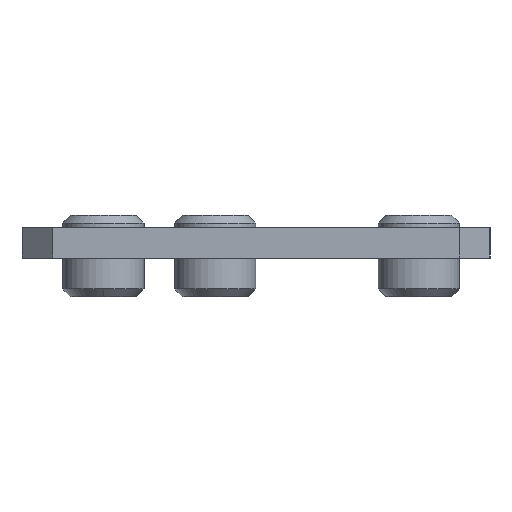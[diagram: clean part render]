
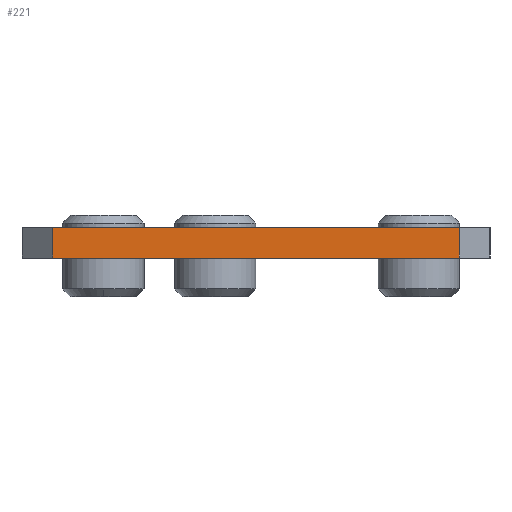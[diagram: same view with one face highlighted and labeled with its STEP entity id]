
A CAD part, front view. The second image highlights one B-rep face of the part: STEP entity #221.
In plain terms, the highlighted planar face has unit normal (0, -1, 0).
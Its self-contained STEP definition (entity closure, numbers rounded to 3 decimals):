
#174 = DIRECTION ( 'NONE',  ( 0., 1., 0. ) ) ;
#221 = ADVANCED_FACE ( 'NONE', ( #649 ), #2612, .F. ) ;
#238 = VERTEX_POINT ( 'NONE', #2430 ) ;
#413 = CARTESIAN_POINT ( 'NONE',  ( -5., -8., 0. ) ) ;
#444 = ORIENTED_EDGE ( 'NONE', *, *, #2384, .F. ) ;
#525 = LINE ( 'NONE', #413, #935 ) ;
#613 = DIRECTION ( 'NONE',  ( -1., 0., 0. ) ) ;
#638 = VERTEX_POINT ( 'NONE', #986 ) ;
#649 = FACE_OUTER_BOUND ( 'NONE', #2358, .T. ) ;
#755 = CARTESIAN_POINT ( 'NONE',  ( 35., -8., 0. ) ) ;
#826 = CARTESIAN_POINT ( 'NONE',  ( -8., -8., 0. ) ) ;
#877 = VERTEX_POINT ( 'NONE', #1730 ) ;
#935 = VECTOR ( 'NONE', #1817, 1000. ) ;
#946 = DIRECTION ( 'NONE',  ( 1., 0., 0. ) ) ;
#960 = DIRECTION ( 'NONE',  ( 0., 0., 1. ) ) ;
#986 = CARTESIAN_POINT ( 'NONE',  ( 35., -8., 0. ) ) ;
#987 = VECTOR ( 'NONE', #946, 1000. ) ;
#998 = CARTESIAN_POINT ( 'NONE',  ( -8., -8., -3. ) ) ;
#1015 = DIRECTION ( 'NONE',  ( 0., 0., 1. ) ) ;
#1049 = LINE ( 'NONE', #2589, #987 ) ;
#1175 = AXIS2_PLACEMENT_3D ( 'NONE', #826, #174, #1015 ) ;
#1207 = EDGE_CURVE ( 'NONE', #238, #877, #525, .T. ) ;
#1314 = ORIENTED_EDGE ( 'NONE', *, *, #1207, .F. ) ;
#1430 = VECTOR ( 'NONE', #960, 1000. ) ;
#1459 = VECTOR ( 'NONE', #613, 1000. ) ;
#1602 = ORIENTED_EDGE ( 'NONE', *, *, #2423, .F. ) ;
#1730 = CARTESIAN_POINT ( 'NONE',  ( -5., -8., 0. ) ) ;
#1795 = LINE ( 'NONE', #755, #1430 ) ;
#1817 = DIRECTION ( 'NONE',  ( 0., 0., 1. ) ) ;
#1826 = ORIENTED_EDGE ( 'NONE', *, *, #2563, .T. ) ;
#1898 = LINE ( 'NONE', #998, #1459 ) ;
#2358 = EDGE_LOOP ( 'NONE', ( #1826, #444, #1314, #1602 ) ) ;
#2384 = EDGE_CURVE ( 'NONE', #877, #638, #1049, .T. ) ;
#2423 = EDGE_CURVE ( 'NONE', #2598, #238, #1898, .T. ) ;
#2430 = CARTESIAN_POINT ( 'NONE',  ( -5., -8., -3. ) ) ;
#2563 = EDGE_CURVE ( 'NONE', #2598, #638, #1795, .T. ) ;
#2572 = CARTESIAN_POINT ( 'NONE',  ( 35., -8., -3. ) ) ;
#2589 = CARTESIAN_POINT ( 'NONE',  ( 8.8, -8., 0. ) ) ;
#2598 = VERTEX_POINT ( 'NONE', #2572 ) ;
#2612 = PLANE ( 'NONE',  #1175 ) ;
